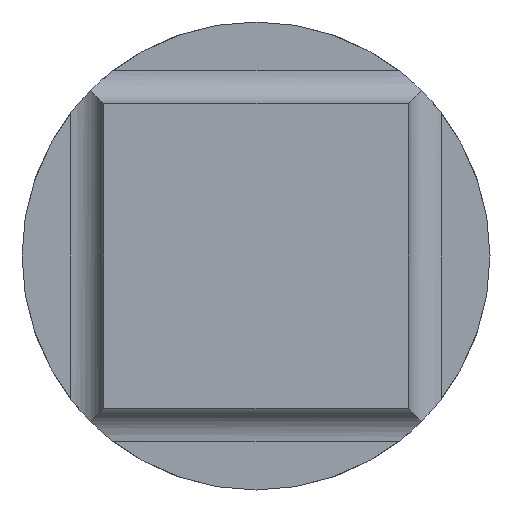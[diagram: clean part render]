
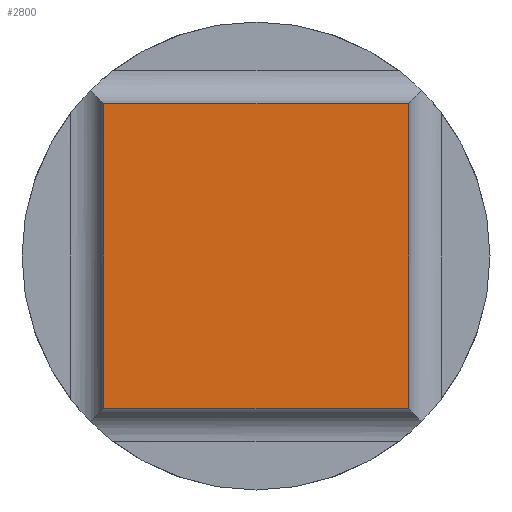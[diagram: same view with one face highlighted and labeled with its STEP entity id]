
A CAD part, left-side view. The second image highlights one B-rep face of the part: STEP entity #2800.
In plain terms, the highlighted planar face has unit normal (-1, 0, 0).
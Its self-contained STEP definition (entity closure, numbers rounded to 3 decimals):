
#71 = VERTEX_POINT ( 'NONE', #3093 ) ;
#131 = CARTESIAN_POINT ( 'NONE',  ( -26., 14., 14. ) ) ;
#238 = ORIENTED_EDGE ( 'NONE', *, *, #2300, .F. ) ;
#279 = LINE ( 'NONE', #3201, #3543 ) ;
#429 = DIRECTION ( 'NONE',  ( 0., 1., 0. ) ) ;
#642 = CARTESIAN_POINT ( 'NONE',  ( -26., -14., 14. ) ) ;
#669 = EDGE_CURVE ( 'NONE', #1038, #1135, #279, .T. ) ;
#746 = EDGE_CURVE ( 'NONE', #1038, #3712, #3554, .T. ) ;
#912 = PLANE ( 'NONE',  #1144 ) ;
#1038 = VERTEX_POINT ( 'NONE', #2341 ) ;
#1135 = VERTEX_POINT ( 'NONE', #1492 ) ;
#1142 = VECTOR ( 'NONE', #429, 1000. ) ;
#1144 = AXIS2_PLACEMENT_3D ( 'NONE', #3213, #2354, #3701 ) ;
#1241 = CARTESIAN_POINT ( 'NONE',  ( -26., -14., -14. ) ) ;
#1258 = DIRECTION ( 'NONE',  ( 0., 0., -1. ) ) ;
#1322 = EDGE_CURVE ( 'NONE', #1135, #71, #3268, .T. ) ;
#1340 = VECTOR ( 'NONE', #2740, 1000. ) ;
#1454 = VECTOR ( 'NONE', #1258, 1000. ) ;
#1492 = CARTESIAN_POINT ( 'NONE',  ( -26., 14., 14. ) ) ;
#1842 = ORIENTED_EDGE ( 'NONE', *, *, #746, .F. ) ;
#1979 = FACE_OUTER_BOUND ( 'NONE', #2575, .T. ) ;
#2040 = ORIENTED_EDGE ( 'NONE', *, *, #1322, .T. ) ;
#2300 = EDGE_CURVE ( 'NONE', #3712, #71, #3068, .T. ) ;
#2341 = CARTESIAN_POINT ( 'NONE',  ( -26., -14., 14. ) ) ;
#2354 = DIRECTION ( 'NONE',  ( 1., 0., 0. ) ) ;
#2357 = ORIENTED_EDGE ( 'NONE', *, *, #669, .T. ) ;
#2575 = EDGE_LOOP ( 'NONE', ( #1842, #2357, #2040, #238 ) ) ;
#2740 = DIRECTION ( 'NONE',  ( 0., 0., -1. ) ) ;
#2786 = CARTESIAN_POINT ( 'NONE',  ( -26., -14., -14. ) ) ;
#2800 = ADVANCED_FACE ( 'NONE', ( #1979 ), #912, .F. ) ;
#3068 = LINE ( 'NONE', #2786, #1142 ) ;
#3093 = CARTESIAN_POINT ( 'NONE',  ( -26., 14., -14. ) ) ;
#3201 = CARTESIAN_POINT ( 'NONE',  ( -26., -14., 14. ) ) ;
#3213 = CARTESIAN_POINT ( 'NONE',  ( -26., 0., 0. ) ) ;
#3268 = LINE ( 'NONE', #131, #1454 ) ;
#3459 = DIRECTION ( 'NONE',  ( 0., 1., 0. ) ) ;
#3543 = VECTOR ( 'NONE', #3459, 1000. ) ;
#3554 = LINE ( 'NONE', #642, #1340 ) ;
#3701 = DIRECTION ( 'NONE',  ( 0., 0., -1. ) ) ;
#3712 = VERTEX_POINT ( 'NONE', #1241 ) ;
